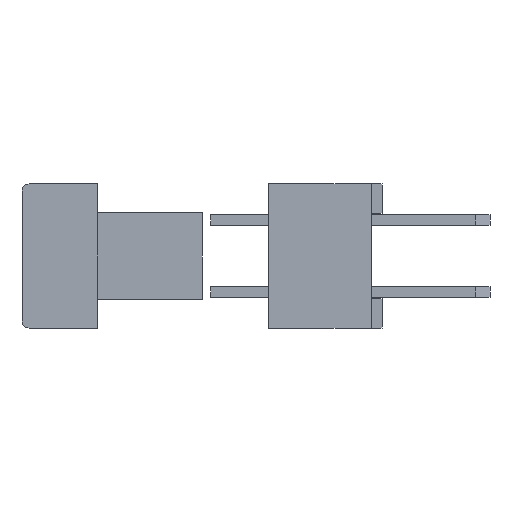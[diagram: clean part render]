
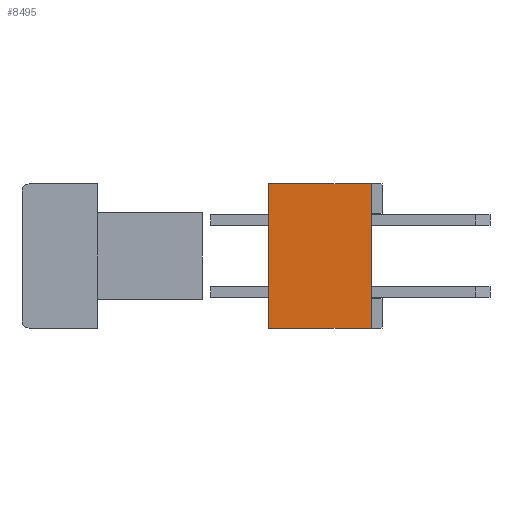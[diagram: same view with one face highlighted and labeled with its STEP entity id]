
A CAD part, left-side view. The second image highlights one B-rep face of the part: STEP entity #8495.
In plain terms, the highlighted planar face has unit normal (-1, 0, 0).
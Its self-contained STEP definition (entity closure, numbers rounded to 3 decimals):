
#5419=EDGE_CURVE('',#7669,#8279,#16190,.T.);
#5759=EDGE_CURVE('',#15625,#8279,#16558,.T.);
#6735=EDGE_CURVE('',#10399,#7669,#17641,.T.);
#7669=VERTEX_POINT('',#18647);
#8279=VERTEX_POINT('',#19307);
#8495=ADVANCED_FACE('',(#19550),#19551,.F.);
#9443=EDGE_CURVE('',#15625,#10399,#20571,.T.);
#10399=VERTEX_POINT('',#21641);
#15625=VERTEX_POINT('',#27334);
#16190=LINE('',#27978,#27979);
#16558=LINE('',#28509,#28510);
#17641=LINE('',#30028,#30029);
#18647=CARTESIAN_POINT('',(-12.1,0.3,-2.0));
#19307=CARTESIAN_POINT('',(-12.1,3.15,-2.0));
#19550=FACE_OUTER_BOUND('',#32722,.T.);
#19551=PLANE('',#32723);
#20571=LINE('',#34208,#34209);
#21641=CARTESIAN_POINT('',(-12.1,0.3,2.0));
#27334=CARTESIAN_POINT('',(-12.1,3.15,2.0));
#27978=CARTESIAN_POINT('',(-12.1,1.725,-2.0));
#27979=VECTOR('',#44674,1.0);
#28509=CARTESIAN_POINT('',(-12.1,3.15,0.0));
#28510=VECTOR('',#45042,1.0);
#30028=CARTESIAN_POINT('',(-12.1,0.3,0.0));
#30029=VECTOR('',#46346,1.0);
#32722=EDGE_LOOP('',(#48381,#48382,#48383,#48384));
#32723=AXIS2_PLACEMENT_3D('',#48385,#48386,#48387);
#34208=CARTESIAN_POINT('',(-12.1,1.725,2.0));
#34209=VECTOR('',#49338,1.0);
#44674=DIRECTION('',(0.0,1.0,0.0));
#45042=DIRECTION('',(0.0,0.0,-1.0));
#46346=DIRECTION('',(0.0,0.0,-1.0));
#48381=ORIENTED_EDGE('',*,*,#5759,.T.);
#48382=ORIENTED_EDGE('',*,*,#5419,.F.);
#48383=ORIENTED_EDGE('',*,*,#6735,.F.);
#48384=ORIENTED_EDGE('',*,*,#9443,.F.);
#48385=CARTESIAN_POINT('',(-12.1,1.725,0.0));
#48386=DIRECTION('',(1.0,0.0,0.0));
#48387=DIRECTION('',(0.0,0.0,-1.0));
#49338=DIRECTION('',(0.0,-1.0,0.0));
